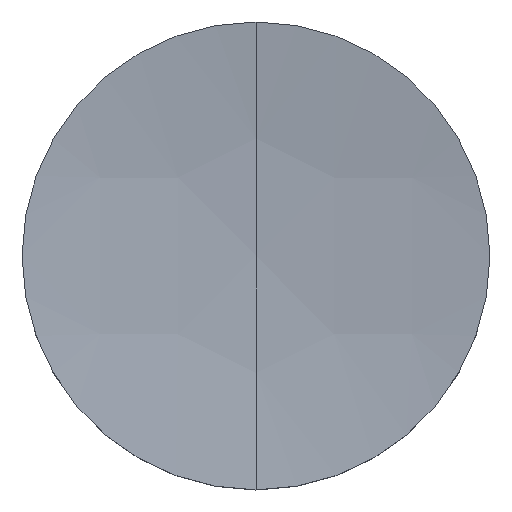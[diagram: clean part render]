
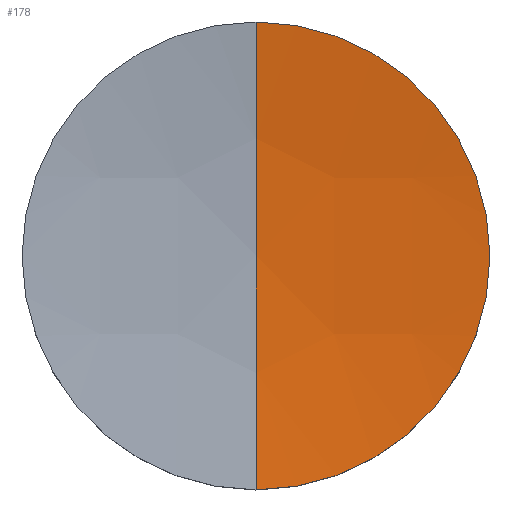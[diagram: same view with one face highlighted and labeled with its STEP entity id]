
A CAD part, top view. The second image highlights one B-rep face of the part: STEP entity #178.
In plain terms, the highlighted free-form (B-spline) face has degree [3, 3] with [4, 4] control points.
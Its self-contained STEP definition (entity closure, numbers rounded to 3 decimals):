
#15 = CARTESIAN_POINT ( 'NONE',  ( 8.565, 4.31, 3.596 ) ) ;
#16 = CARTESIAN_POINT ( 'NONE',  ( 12.814, 4.31, 4.168 ) ) ;
#18 = ORIENTED_EDGE ( 'NONE', *, *, #209, .F. ) ;
#20 = DIRECTION ( 'NONE',  ( 1., 0., 0. ) ) ;
#22 = DIRECTION ( 'NONE',  ( 0., 0., -1. ) ) ;
#27 = ORIENTED_EDGE ( 'NONE', *, *, #117, .F. ) ;
#29 = AXIS2_PLACEMENT_3D ( 'NONE', #234, #179, #136 ) ;
#35 = VERTEX_POINT ( 'NONE', #205 ) ;
#41 = CARTESIAN_POINT ( 'NONE',  ( 12.66, -12.851, 5.314 ) ) ;
#43 = CARTESIAN_POINT ( 'NONE',  ( 12.814, -4.31, 4.168 ) ) ;
#59 = CARTESIAN_POINT ( 'NONE',  ( 4.287, -4.31, 3.31 ) ) ;
#60 = CARTESIAN_POINT ( 'NONE',  ( 0., 4.31, 3.31 ) ) ;
#70 = EDGE_CURVE ( 'NONE', #248, #35, #133, .T. ) ;
#75 = AXIS2_PLACEMENT_3D ( 'NONE', #140, #22, #145 ) ;
#102 = CARTESIAN_POINT ( 'NONE',  ( 4.287, 4.31, 3.31 ) ) ;
#104 = CARTESIAN_POINT ( 'NONE',  ( 8.462, 12.851, 4.749 ) ) ;
#111 = FACE_OUTER_BOUND ( 'NONE', #155, .T. ) ;
#117 = EDGE_CURVE ( 'NONE', #259, #35, #236, .T. ) ;
#121 = CARTESIAN_POINT ( 'NONE',  ( 0., 12.7, 4.446 ) ) ;
#131 =( BOUNDED_SURFACE ( )  B_SPLINE_SURFACE ( 3, 3, ( 
 ( #238, #104, #168, #190 ),
 ( #16, #15, #102, #60 ),
 ( #43, #189, #59, #186 ),
 ( #41, #245, #294, #270 ) ),
 .UNSPECIFIED., .F., .F., .F. ) 
 B_SPLINE_SURFACE_WITH_KNOTS ( ( 4, 4 ),
 ( 4, 4 ),
 ( 0., 1. ),
 ( 0., 1. ),
 .UNSPECIFIED. ) 
 GEOMETRIC_REPRESENTATION_ITEM ( )  RATIONAL_B_SPLINE_SURFACE ( (
 ( 1., 0.999, 0.999, 1.),
 ( 0.994, 0.992, 0.992, 0.994),
 ( 0.994, 0.992, 0.992, 0.994),
 ( 1., 0.999, 0.999, 1.) ) ) 
 REPRESENTATION_ITEM ( '' )  SURFACE ( )  );
#133 = CIRCLE ( 'NONE', #29, 95.79 ) ;
#136 = DIRECTION ( 'NONE',  ( 0., 1., 0. ) ) ;
#140 = CARTESIAN_POINT ( 'NONE',  ( 0., 0., 4.446 ) ) ;
#143 = CARTESIAN_POINT ( 'NONE',  ( 12.7, 0., 4.446 ) ) ;
#144 = CARTESIAN_POINT ( 'NONE',  ( 0., 0., 4.446 ) ) ;
#145 = DIRECTION ( 'NONE',  ( 1., 0., 0. ) ) ;
#155 = EDGE_LOOP ( 'NONE', ( #18, #293, #27 ) ) ;
#163 = AXIS2_PLACEMENT_3D ( 'NONE', #144, #291, #20 ) ;
#168 = CARTESIAN_POINT ( 'NONE',  ( 4.236, 12.851, 4.466 ) ) ;
#176 = CIRCLE ( 'NONE', #163, 12.7 ) ;
#178 = ADVANCED_FACE ( 'NONE', ( #111 ), #131, .F. ) ;
#179 = DIRECTION ( 'NONE',  ( -1., 0., 0. ) ) ;
#186 = CARTESIAN_POINT ( 'NONE',  ( 0., -4.31, 3.31 ) ) ;
#189 = CARTESIAN_POINT ( 'NONE',  ( 8.565, -4.31, 3.596 ) ) ;
#190 = CARTESIAN_POINT ( 'NONE',  ( 0., 12.851, 4.466 ) ) ;
#205 = CARTESIAN_POINT ( 'NONE',  ( 0., -12.7, 4.446 ) ) ;
#209 = EDGE_CURVE ( 'NONE', #248, #259, #176, .T. ) ;
#234 = CARTESIAN_POINT ( 'NONE',  ( 0., 0., 99.39 ) ) ;
#236 = CIRCLE ( 'NONE', #75, 12.7 ) ;
#238 = CARTESIAN_POINT ( 'NONE',  ( 12.66, 12.851, 5.314 ) ) ;
#245 = CARTESIAN_POINT ( 'NONE',  ( 8.462, -12.851, 4.749 ) ) ;
#248 = VERTEX_POINT ( 'NONE', #121 ) ;
#259 = VERTEX_POINT ( 'NONE', #143 ) ;
#270 = CARTESIAN_POINT ( 'NONE',  ( 0., -12.851, 4.466 ) ) ;
#291 = DIRECTION ( 'NONE',  ( 0., 0., -1. ) ) ;
#293 = ORIENTED_EDGE ( 'NONE', *, *, #70, .T. ) ;
#294 = CARTESIAN_POINT ( 'NONE',  ( 4.236, -12.851, 4.466 ) ) ;
